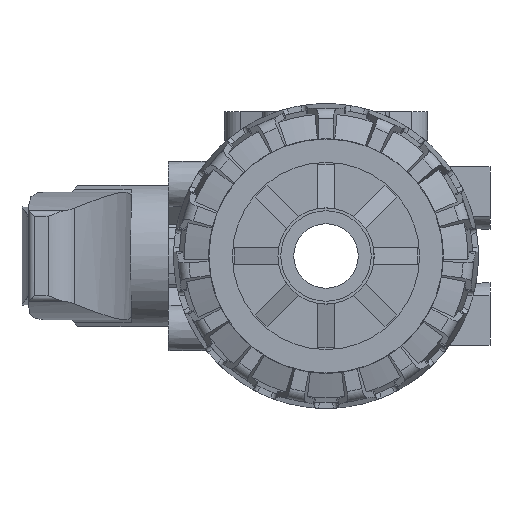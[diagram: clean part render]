
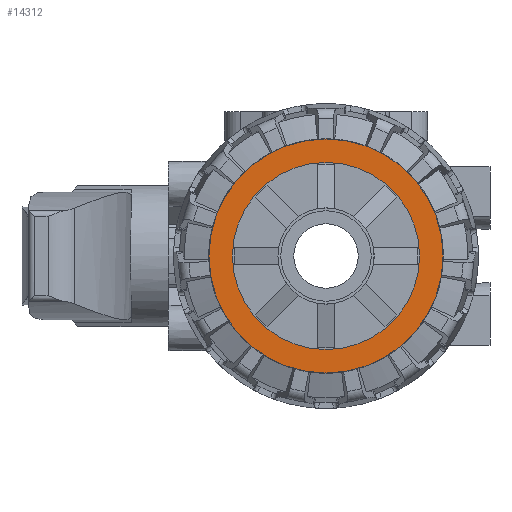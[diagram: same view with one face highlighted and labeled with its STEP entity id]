
A CAD part, left-side view. The second image highlights one B-rep face of the part: STEP entity #14312.
In plain terms, the highlighted face is planar.
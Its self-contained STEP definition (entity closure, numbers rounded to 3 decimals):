
#874=FACE_BOUND($,#3360,.T.);
#875=FACE_BOUND($,#3361,.T.);
#1643=CIRCLE($,#15353,16.55);
#1714=CIRCLE($,#15585,20.7);
#3360=EDGE_LOOP($,(#12748));
#3361=EDGE_LOOP($,(#12749));
#6142=VERTEX_POINT($,#24433);
#6428=VERTEX_POINT($,#26031);
#8030=EDGE_CURVE($,#6142,#6142,#1643,.T.);
#8409=EDGE_CURVE($,#6428,#6428,#1714,.T.);
#12748=ORIENTED_EDGE($,*,*,#8030,.T.);
#12749=ORIENTED_EDGE($,*,*,#8409,.T.);
#13548=PLANE($,#15784);
#14312=ADVANCED_FACE($,(#874,#875),#13548,.T.);
#15353=AXIS2_PLACEMENT_3D($,#24434,#18417,#18418);
#15585=AXIS2_PLACEMENT_3D($,#26032,#18981,#18982);
#15784=AXIS2_PLACEMENT_3D($,#26759,#19459,#19460);
#18417=DIRECTION('center_axis',(0.,-1.,0.));
#18418=DIRECTION('ref_axis',(-1.,0.,0.));
#18981=DIRECTION('center_axis',(0.,1.,0.));
#18982=DIRECTION('ref_axis',(-1.,0.,0.));
#19459=DIRECTION('center_axis',(0.,1.,0.));
#19460=DIRECTION('ref_axis',(0.,0.,1.));
#24433=CARTESIAN_POINT('',(-16.55,21.2,0.));
#24434=CARTESIAN_POINT('Origin',(0.,21.2,0.));
#26031=CARTESIAN_POINT('',(-20.7,21.2,0.));
#26032=CARTESIAN_POINT('Origin',(0.,21.2,0.));
#26759=CARTESIAN_POINT('Origin',(-10.35,21.2,0.));
